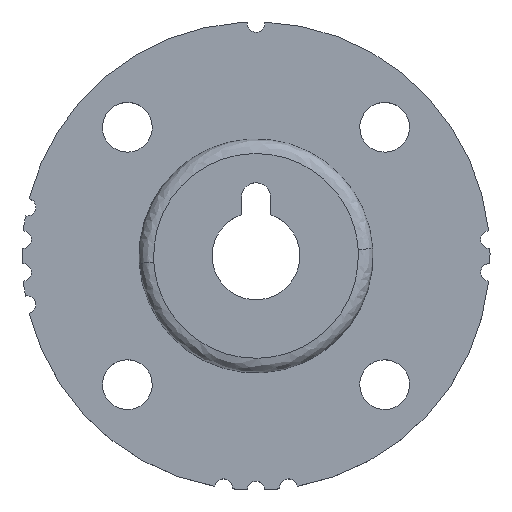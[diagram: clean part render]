
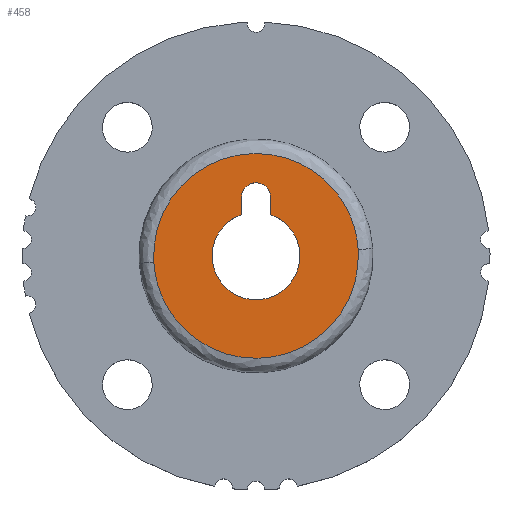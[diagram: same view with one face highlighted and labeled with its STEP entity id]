
A CAD part, top view. The second image highlights one B-rep face of the part: STEP entity #458.
In plain terms, the highlighted face is planar.
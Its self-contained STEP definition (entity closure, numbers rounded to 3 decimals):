
#246 = VERTEX_POINT ( 'NONE', #1382 ) ;
#249 = EDGE_CURVE ( 'NONE', #250, #246, #1377, .T. ) ;
#250 = VERTEX_POINT ( 'NONE', #1372 ) ;
#271 = VERTEX_POINT ( 'NONE', #1511 ) ;
#323 = VERTEX_POINT ( 'NONE', #1684 ) ;
#325 = EDGE_CURVE ( 'NONE', #323, #326, #1683, .T. ) ;
#326 = VERTEX_POINT ( 'NONE', #1749 ) ;
#349 = ORIENTED_EDGE ( 'NONE', *, *, #388, .T. ) ;
#350 = ORIENTED_EDGE ( 'NONE', *, *, #249, .T. ) ;
#351 = ORIENTED_EDGE ( 'NONE', *, *, #394, .T. ) ;
#352 = ORIENTED_EDGE ( 'NONE', *, *, #325, .T. ) ;
#353 = ORIENTED_EDGE ( 'NONE', *, *, #387, .T. ) ;
#354 = EDGE_LOOP ( 'NONE', ( #432, #433 ) ) ;
#387 = EDGE_CURVE ( 'NONE', #326, #2190, #1899, .T. ) ;
#388 = EDGE_CURVE ( 'NONE', #2190, #250, #1894, .T. ) ;
#394 = EDGE_CURVE ( 'NONE', #246, #323, #1889, .T. ) ;
#432 = ORIENTED_EDGE ( 'NONE', *, *, #2184, .F. ) ;
#433 = ORIENTED_EDGE ( 'NONE', *, *, #434, .F. ) ;
#434 = EDGE_CURVE ( 'NONE', #271, #2187, #2099, .T. ) ;
#458 = ADVANCED_FACE ( 'NONE', ( #2025, #2024 ), #2008, .T. ) ;
#459 = EDGE_LOOP ( 'NONE', ( #349, #350, #351, #352, #353 ) ) ;
#1372 = CARTESIAN_POINT ( 'NONE',  ( 33.248, 19.6, 25.274 ) ) ;
#1373 = DIRECTION ( 'NONE',  ( 0., 0., 1. ) ) ;
#1374 = DIRECTION ( 'NONE',  ( 0., -1., 0. ) ) ;
#1375 = CARTESIAN_POINT ( 'NONE',  ( 32.749, 19.6, 25.242 ) ) ;
#1376 = AXIS2_PLACEMENT_3D ( 'NONE', #1375, #1374, #1373 ) ;
#1377 = CIRCLE ( 'NONE', #1376, 0.5 ) ;
#1382 = CARTESIAN_POINT ( 'NONE',  ( 32.749, 19.6, 25.742 ) ) ;
#1511 = CARTESIAN_POINT ( 'NONE',  ( 36.375, 19.6, 23.246 ) ) ;
#1518 = CARTESIAN_POINT ( 'NONE',  ( 36.375, 19.6, 23.246 ) ) ;
#1540 = CARTESIAN_POINT ( 'NONE',  ( 36.375, 19.6, 16.246 ) ) ;
#1541 = CARTESIAN_POINT ( 'NONE',  ( 29.375, 19.6, 16.246 ) ) ;
#1543 = CARTESIAN_POINT ( 'NONE',  ( 29.375, 19.6, 23.246 ) ) ;
#1545 =( BOUNDED_CURVE ( )  B_SPLINE_CURVE ( 3, ( #1543, #1541, #1540, #1518 ),
 .UNSPECIFIED., .F., .T. ) 
 B_SPLINE_CURVE_WITH_KNOTS ( ( 4, 4 ),
 ( 0., 1. ),
 .UNSPECIFIED. ) 
 CURVE ( )  GEOMETRIC_REPRESENTATION_ITEM ( )  RATIONAL_B_SPLINE_CURVE ( ( 1., 0.333, 0.333, 1. ) ) 
 REPRESENTATION_ITEM ( '' )  );
#1554 = CARTESIAN_POINT ( 'NONE',  ( 33.285, 19.6, 24.689 ) ) ;
#1557 = CARTESIAN_POINT ( 'NONE',  ( 29.375, 19.6, 23.246 ) ) ;
#1683 = LINE ( 'NONE', #1752, #1751 ) ;
#1684 = CARTESIAN_POINT ( 'NONE',  ( 32.25, 19.6, 25.211 ) ) ;
#1749 = CARTESIAN_POINT ( 'NONE',  ( 32.287, 19.6, 24.626 ) ) ;
#1750 = DIRECTION ( 'NONE',  ( 0.063, 0., -0.998 ) ) ;
#1751 = VECTOR ( 'NONE', #1750, 1000. ) ;
#1752 = CARTESIAN_POINT ( 'NONE',  ( 32.25, 19.6, 25.211 ) ) ;
#1885 = DIRECTION ( 'NONE',  ( 0., 0., 1. ) ) ;
#1886 = DIRECTION ( 'NONE',  ( 0., -1., 0. ) ) ;
#1887 = CARTESIAN_POINT ( 'NONE',  ( 32.749, 19.6, 25.242 ) ) ;
#1888 = AXIS2_PLACEMENT_3D ( 'NONE', #1887, #1886, #1885 ) ;
#1889 = CIRCLE ( 'NONE', #1888, 0.5 ) ;
#1891 = DIRECTION ( 'NONE',  ( -0.063, 0., 0.998 ) ) ;
#1892 = VECTOR ( 'NONE', #1891, 1000. ) ;
#1893 = CARTESIAN_POINT ( 'NONE',  ( 33.285, 19.6, 24.689 ) ) ;
#1894 = LINE ( 'NONE', #1893, #1892 ) ;
#1895 = DIRECTION ( 'NONE',  ( 0., 0., 1. ) ) ;
#1896 = DIRECTION ( 'NONE',  ( 0., -1., 0. ) ) ;
#1897 = CARTESIAN_POINT ( 'NONE',  ( 32.875, 19.6, 23.246 ) ) ;
#1898 = AXIS2_PLACEMENT_3D ( 'NONE', #1897, #1896, #1895 ) ;
#1899 = CIRCLE ( 'NONE', #1898, 1.5 ) ;
#2004 = DIRECTION ( 'NONE',  ( 0., 0., 1. ) ) ;
#2005 = DIRECTION ( 'NONE',  ( 0., 1., 0. ) ) ;
#2006 = CARTESIAN_POINT ( 'NONE',  ( 36.08, 19.6, 23.538 ) ) ;
#2007 = AXIS2_PLACEMENT_3D ( 'NONE', #2006, #2005, #2004 ) ;
#2008 = PLANE ( 'NONE',  #2007 ) ;
#2024 = FACE_OUTER_BOUND ( 'NONE', #354, .T. ) ;
#2025 = FACE_BOUND ( 'NONE', #459, .T. ) ;
#2094 = CARTESIAN_POINT ( 'NONE',  ( 29.375, 19.6, 23.246 ) ) ;
#2095 = CARTESIAN_POINT ( 'NONE',  ( 29.375, 19.6, 30.246 ) ) ;
#2096 = CARTESIAN_POINT ( 'NONE',  ( 36.375, 19.6, 30.246 ) ) ;
#2097 = CARTESIAN_POINT ( 'NONE',  ( 36.375, 19.6, 23.246 ) ) ;
#2099 =( BOUNDED_CURVE ( )  B_SPLINE_CURVE ( 3, ( #2097, #2096, #2095, #2094 ),
 .UNSPECIFIED., .F., .T. ) 
 B_SPLINE_CURVE_WITH_KNOTS ( ( 4, 4 ),
 ( 0., 1. ),
 .UNSPECIFIED. ) 
 CURVE ( )  GEOMETRIC_REPRESENTATION_ITEM ( )  RATIONAL_B_SPLINE_CURVE ( ( 1., 0.333, 0.333, 1. ) ) 
 REPRESENTATION_ITEM ( '' )  );
#2184 = EDGE_CURVE ( 'NONE', #2187, #271, #1545, .T. ) ;
#2187 = VERTEX_POINT ( 'NONE', #1557 ) ;
#2190 = VERTEX_POINT ( 'NONE', #1554 ) ;
